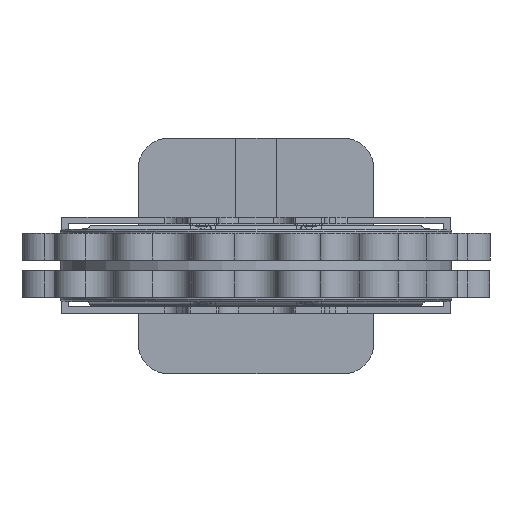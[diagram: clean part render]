
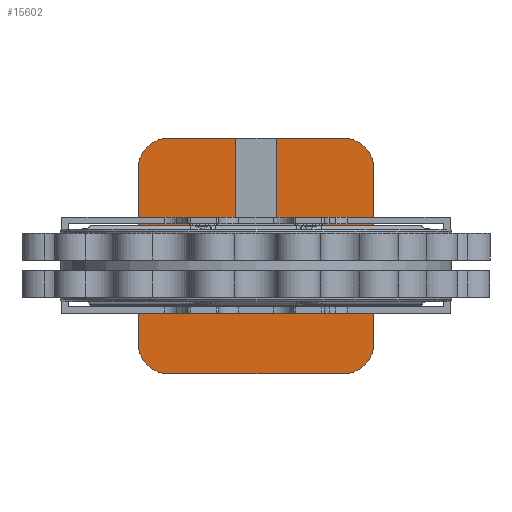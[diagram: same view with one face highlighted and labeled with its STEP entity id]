
A CAD part, front view. The second image highlights one B-rep face of the part: STEP entity #15602.
In plain terms, the highlighted planar face has unit normal (0, -1, 0).
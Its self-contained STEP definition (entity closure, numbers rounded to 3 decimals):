
#497 = EDGE_CURVE ( 'NONE', #47168, #21745, #45797, .T. ) ;
#691 = ORIENTED_EDGE ( 'NONE', *, *, #18577, .F. ) ;
#1391 = EDGE_CURVE ( 'NONE', #37178, #54935, #44968, .T. ) ;
#1500 = CARTESIAN_POINT ( 'NONE',  ( 60., 990., -11.5 ) ) ;
#1502 = VERTEX_POINT ( 'NONE', #9288 ) ;
#1805 = EDGE_CURVE ( 'NONE', #48480, #37888, #56614, .T. ) ;
#3752 = AXIS2_PLACEMENT_3D ( 'NONE', #25960, #15879, #65068 ) ;
#4110 = CARTESIAN_POINT ( 'NONE',  ( -107.5, 990., 158.5 ) ) ;
#6834 = CARTESIAN_POINT ( 'NONE',  ( -107.5, 990., -94. ) ) ;
#7214 = CARTESIAN_POINT ( 'NONE',  ( -107.5, 990., -56.5 ) ) ;
#8067 = VERTEX_POINT ( 'NONE', #43650 ) ;
#8350 = ORIENTED_EDGE ( 'NONE', *, *, #9255, .T. ) ;
#8365 = AXIS2_PLACEMENT_3D ( 'NONE', #38243, #22063, #72692 ) ;
#9043 = DIRECTION ( 'NONE',  ( 1., 0., 0. ) ) ;
#9255 = EDGE_CURVE ( 'NONE', #23196, #27277, #42846, .T. ) ;
#9288 = CARTESIAN_POINT ( 'NONE',  ( 25., 990., 196. ) ) ;
#9643 = EDGE_CURVE ( 'NONE', #48844, #48480, #28797, .T. ) ;
#9854 = VERTEX_POINT ( 'NONE', #9929 ) ;
#9866 = CARTESIAN_POINT ( 'NONE',  ( -25., 990., 257.612 ) ) ;
#9929 = CARTESIAN_POINT ( 'NONE',  ( -145., 990., -56.5 ) ) ;
#10227 = LINE ( 'NONE', #38259, #47894 ) ;
#10330 = CARTESIAN_POINT ( 'NONE',  ( 107.5, 990., 196. ) ) ;
#10345 = LINE ( 'NONE', #15069, #23494 ) ;
#10881 = CARTESIAN_POINT ( 'NONE',  ( -60., 990., 90.5 ) ) ;
#11045 = CARTESIAN_POINT ( 'NONE',  ( -145., 990., 158.5 ) ) ;
#11641 = ORIENTED_EDGE ( 'NONE', *, *, #31905, .F. ) ;
#12343 = DIRECTION ( 'NONE',  ( 0., 1., 0. ) ) ;
#12642 = ORIENTED_EDGE ( 'NONE', *, *, #34267, .T. ) ;
#14421 = CARTESIAN_POINT ( 'NONE',  ( 145., 990., 158.5 ) ) ;
#14813 = DIRECTION ( 'NONE',  ( 1., 0., 0. ) ) ;
#14967 = ORIENTED_EDGE ( 'NONE', *, *, #1805, .F. ) ;
#15069 = CARTESIAN_POINT ( 'NONE',  ( 25., 990., 257.612 ) ) ;
#15260 = ORIENTED_EDGE ( 'NONE', *, *, #54283, .F. ) ;
#15602 = ADVANCED_FACE ( 'NONE', ( #27427 ), #63615, .F. ) ;
#15749 = LINE ( 'NONE', #56551, #43815 ) ;
#15879 = DIRECTION ( 'NONE',  ( 0., 1., 0. ) ) ;
#16631 = CARTESIAN_POINT ( 'NONE',  ( -145., 990., 26. ) ) ;
#17644 = VECTOR ( 'NONE', #22286, 1000. ) ;
#18577 = EDGE_CURVE ( 'NONE', #54935, #55141, #15749, .T. ) ;
#18742 = CARTESIAN_POINT ( 'NONE',  ( 25., 990., 90.5 ) ) ;
#19480 = CARTESIAN_POINT ( 'NONE',  ( 60., 990., 90.5 ) ) ;
#21590 = CARTESIAN_POINT ( 'NONE',  ( -107.5, 990., 196. ) ) ;
#21745 = VERTEX_POINT ( 'NONE', #6834 ) ;
#21946 = DIRECTION ( 'NONE',  ( 0., 0., 1. ) ) ;
#22063 = DIRECTION ( 'NONE',  ( 0., 1., 0. ) ) ;
#22286 = DIRECTION ( 'NONE',  ( 0., 0., 1. ) ) ;
#22293 = ORIENTED_EDGE ( 'NONE', *, *, #66942, .F. ) ;
#22745 = CIRCLE ( 'NONE', #8365, 37.5 ) ;
#23196 = VERTEX_POINT ( 'NONE', #47368 ) ;
#23494 = VECTOR ( 'NONE', #26363, 1000. ) ;
#24265 = CARTESIAN_POINT ( 'NONE',  ( -60., 990., 90.5 ) ) ;
#24908 = LINE ( 'NONE', #24265, #67768 ) ;
#25960 = CARTESIAN_POINT ( 'NONE',  ( 107.5, 990., 158.5 ) ) ;
#26363 = DIRECTION ( 'NONE',  ( 0., 0., -1. ) ) ;
#27052 = VECTOR ( 'NONE', #35237, 1000. ) ;
#27277 = VERTEX_POINT ( 'NONE', #68674 ) ;
#27427 = FACE_OUTER_BOUND ( 'NONE', #44164, .T. ) ;
#28526 = VERTEX_POINT ( 'NONE', #11045 ) ;
#28797 = LINE ( 'NONE', #51860, #27052 ) ;
#28869 = VECTOR ( 'NONE', #38183, 1000. ) ;
#29269 = LINE ( 'NONE', #31974, #60761 ) ;
#29668 = CARTESIAN_POINT ( 'NONE',  ( -107.5, 990., 158.5 ) ) ;
#30569 = ORIENTED_EDGE ( 'NONE', *, *, #44249, .F. ) ;
#31776 = LINE ( 'NONE', #9866, #51038 ) ;
#31905 = EDGE_CURVE ( 'NONE', #9854, #28526, #68405, .T. ) ;
#31974 = CARTESIAN_POINT ( 'NONE',  ( -107.5, 990., 196. ) ) ;
#33645 = DIRECTION ( 'NONE',  ( 0., 0., -1. ) ) ;
#34267 = EDGE_CURVE ( 'NONE', #1502, #40256, #10345, .T. ) ;
#34603 = DIRECTION ( 'NONE',  ( 0., 0., 1. ) ) ;
#35237 = DIRECTION ( 'NONE',  ( 1., 0., 0. ) ) ;
#35293 = ORIENTED_EDGE ( 'NONE', *, *, #1391, .F. ) ;
#35342 = ORIENTED_EDGE ( 'NONE', *, *, #42494, .F. ) ;
#35802 = ORIENTED_EDGE ( 'NONE', *, *, #36214, .F. ) ;
#36214 = EDGE_CURVE ( 'NONE', #28526, #44192, #69751, .T. ) ;
#36241 = ORIENTED_EDGE ( 'NONE', *, *, #9643, .F. ) ;
#36270 = VECTOR ( 'NONE', #46745, 1000. ) ;
#37178 = VERTEX_POINT ( 'NONE', #10330 ) ;
#37304 = ORIENTED_EDGE ( 'NONE', *, *, #47423, .T. ) ;
#37888 = VERTEX_POINT ( 'NONE', #19480 ) ;
#38183 = DIRECTION ( 'NONE',  ( 1., 0., 0. ) ) ;
#38243 = CARTESIAN_POINT ( 'NONE',  ( 107.5, 990., -56.5 ) ) ;
#38259 = CARTESIAN_POINT ( 'NONE',  ( -107.5, 990., 196. ) ) ;
#38808 = VECTOR ( 'NONE', #45183, 1000. ) ;
#39048 = ORIENTED_EDGE ( 'NONE', *, *, #66021, .T. ) ;
#39593 = CARTESIAN_POINT ( 'NONE',  ( 107.5, 990., -94. ) ) ;
#40256 = VERTEX_POINT ( 'NONE', #18742 ) ;
#41806 = CARTESIAN_POINT ( 'NONE',  ( 107.5, 990., -94. ) ) ;
#42494 = EDGE_CURVE ( 'NONE', #55141, #47168, #22745, .T. ) ;
#42846 = LINE ( 'NONE', #59425, #28869 ) ;
#43650 = CARTESIAN_POINT ( 'NONE',  ( -25., 990., 196. ) ) ;
#43815 = VECTOR ( 'NONE', #33645, 1000. ) ;
#44164 = EDGE_LOOP ( 'NONE', ( #22293, #30569, #35802, #11641, #72670, #69308, #35342, #691, #35293, #15260, #12642, #39048, #14967, #36241, #37304, #8350 ) ) ;
#44192 = VERTEX_POINT ( 'NONE', #21590 ) ;
#44249 = EDGE_CURVE ( 'NONE', #44192, #8067, #10227, .T. ) ;
#44289 = CARTESIAN_POINT ( 'NONE',  ( 145., 990., -56.5 ) ) ;
#44968 = CIRCLE ( 'NONE', #3752, 37.5 ) ;
#45183 = DIRECTION ( 'NONE',  ( -1., 0., 0. ) ) ;
#45303 = EDGE_CURVE ( 'NONE', #21745, #9854, #54782, .T. ) ;
#45797 = LINE ( 'NONE', #39593, #38808 ) ;
#46014 = AXIS2_PLACEMENT_3D ( 'NONE', #7214, #12343, #46378 ) ;
#46378 = DIRECTION ( 'NONE',  ( 0., 0., 1. ) ) ;
#46745 = DIRECTION ( 'NONE',  ( 0., 0., 1. ) ) ;
#47168 = VERTEX_POINT ( 'NONE', #41806 ) ;
#47368 = CARTESIAN_POINT ( 'NONE',  ( -60., 990., 90.5 ) ) ;
#47423 = EDGE_CURVE ( 'NONE', #48844, #23196, #51151, .T. ) ;
#47818 = DIRECTION ( 'NONE',  ( 0., 0., -1. ) ) ;
#47894 = VECTOR ( 'NONE', #71992, 1000. ) ;
#48480 = VERTEX_POINT ( 'NONE', #1500 ) ;
#48844 = VERTEX_POINT ( 'NONE', #66046 ) ;
#50315 = AXIS2_PLACEMENT_3D ( 'NONE', #4110, #72144, #65766 ) ;
#51038 = VECTOR ( 'NONE', #47818, 1000. ) ;
#51151 = LINE ( 'NONE', #10881, #36270 ) ;
#51860 = CARTESIAN_POINT ( 'NONE',  ( -60., 990., -11.5 ) ) ;
#54283 = EDGE_CURVE ( 'NONE', #1502, #37178, #29269, .T. ) ;
#54782 = CIRCLE ( 'NONE', #46014, 37.5 ) ;
#54935 = VERTEX_POINT ( 'NONE', #14421 ) ;
#55141 = VERTEX_POINT ( 'NONE', #44289 ) ;
#55428 = CARTESIAN_POINT ( 'NONE',  ( 60., 990., 90.5 ) ) ;
#56551 = CARTESIAN_POINT ( 'NONE',  ( 145., 990., 158.5 ) ) ;
#56614 = LINE ( 'NONE', #55428, #66248 ) ;
#59425 = CARTESIAN_POINT ( 'NONE',  ( -60., 990., 90.5 ) ) ;
#60761 = VECTOR ( 'NONE', #14813, 1000. ) ;
#63384 = DIRECTION ( 'NONE',  ( 0., 1., 0. ) ) ;
#63615 = PLANE ( 'NONE',  #65244 ) ;
#65068 = DIRECTION ( 'NONE',  ( 0., 0., 1. ) ) ;
#65244 = AXIS2_PLACEMENT_3D ( 'NONE', #29668, #63384, #34603 ) ;
#65766 = DIRECTION ( 'NONE',  ( 0., 0., 1. ) ) ;
#66021 = EDGE_CURVE ( 'NONE', #40256, #37888, #24908, .T. ) ;
#66046 = CARTESIAN_POINT ( 'NONE',  ( -60., 990., -11.5 ) ) ;
#66248 = VECTOR ( 'NONE', #21946, 1000. ) ;
#66942 = EDGE_CURVE ( 'NONE', #8067, #27277, #31776, .T. ) ;
#67768 = VECTOR ( 'NONE', #9043, 1000. ) ;
#68405 = LINE ( 'NONE', #16631, #17644 ) ;
#68674 = CARTESIAN_POINT ( 'NONE',  ( -25., 990., 90.5 ) ) ;
#69308 = ORIENTED_EDGE ( 'NONE', *, *, #497, .F. ) ;
#69751 = CIRCLE ( 'NONE', #50315, 37.5 ) ;
#71992 = DIRECTION ( 'NONE',  ( 1., 0., 0. ) ) ;
#72144 = DIRECTION ( 'NONE',  ( 0., 1., 0. ) ) ;
#72670 = ORIENTED_EDGE ( 'NONE', *, *, #45303, .F. ) ;
#72692 = DIRECTION ( 'NONE',  ( 0., 0., 1. ) ) ;
